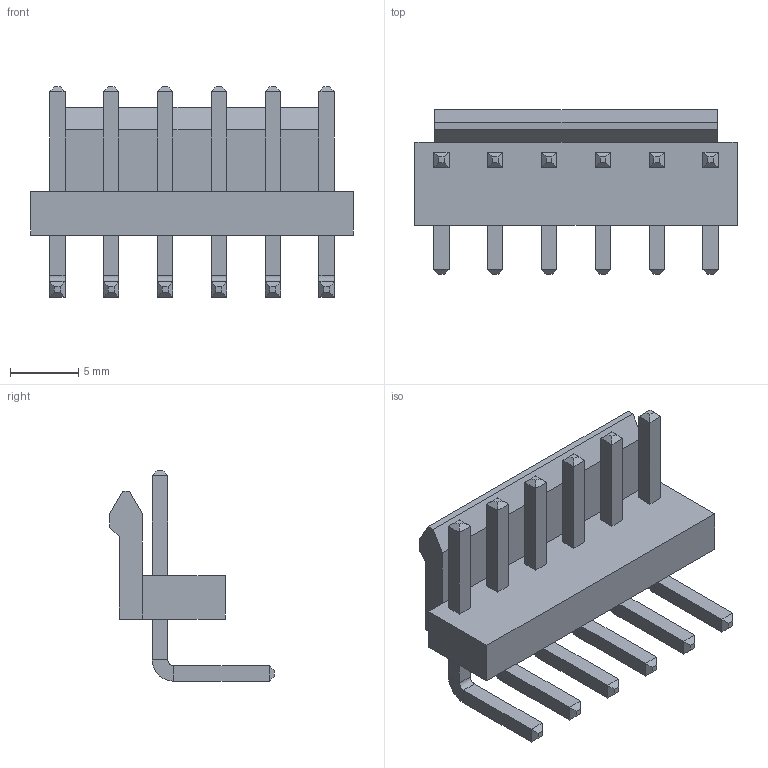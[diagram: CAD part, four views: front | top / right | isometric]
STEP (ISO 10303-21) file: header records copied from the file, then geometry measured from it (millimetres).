
FILE_DESCRIPTION (( 'STEP AP214' ), '1' );
FILE_NAME ('B6PS-VH(LF)(SN).STEP', '2016-09-22T08:49:44', ( '' ), ( '' ), 'SwSTEP 2.0', 'SolidWorks 2016', '' );
FILE_SCHEMA (( 'AUTOMOTIVE_DESIGN' ));
Length unit declared in the file: millimetre
Products named in the file (1): B6PS-VH(LF)(SN)
Bounding box: 23.7 x 12.1 x 15.47 mm (x, y, z)
Volume: 956.4 mm3; surface area: 1357.1 mm2
Topology: 1 solids, 1 shells, 172 faces, 376 edges, 218 vertices
Faces by surface type: plane 160, cylinder 12
Entity records: 6250 total; most frequent: CARTESIAN_POINT 767, ORIENTED_EDGE 752, DIRECTION 746, EDGE_CURVE 376, VECTOR 352, LINE 352, VERTEX_POINT 218, AXIS2_PLACEMENT_3D 197
